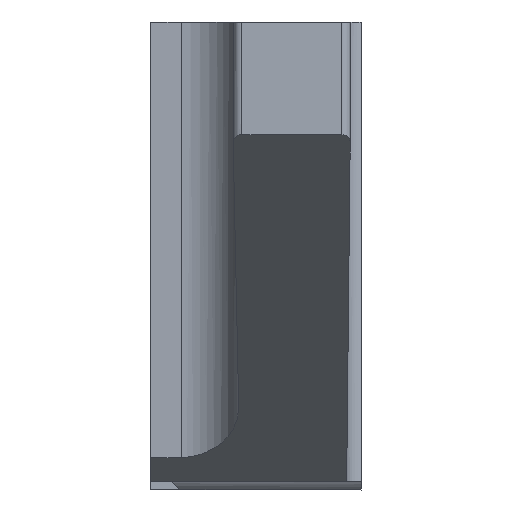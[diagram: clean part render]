
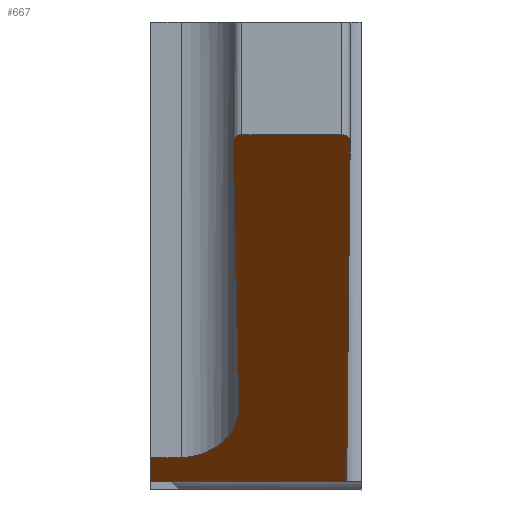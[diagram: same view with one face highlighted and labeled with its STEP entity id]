
A CAD part, front view. The second image highlights one B-rep face of the part: STEP entity #667.
In plain terms, the highlighted planar face has unit normal (0, -0.643, -0.766).
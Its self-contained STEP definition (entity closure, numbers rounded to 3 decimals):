
#94=CARTESIAN_POINT('',(0.,-5.363,-6.85));
#95=VERTEX_POINT('',#94);
#288=CARTESIAN_POINT('',(0.,-5.84,-6.449));
#289=VERTEX_POINT('',#288);
#300=CARTESIAN_POINT('',(0.,-5.84,-6.449));
#301=DIRECTION('',(0.,0.766,-0.643));
#302=VECTOR('',#301,0.623);
#303=LINE('',#300,#302);
#304=EDGE_CURVE('',#289,#95,#303,.T.);
#522=CARTESIAN_POINT('',(2.2,-9.208,-3.624));
#523=DIRECTION('',(0.,0.643,0.766));
#524=DIRECTION('',(0.,-0.492,0.413));
#525=AXIS2_PLACEMENT_3D('',#522,#523,#524);
#526=PLANE('',#525);
#527=ORIENTED_EDGE('Edge 483',*,*,#304,.T.);
#536=CARTESIAN_POINT('',(0.522,-5.85,-6.442));
#537=DIRECTION('',(-1.,0.017,-0.015));
#538=VECTOR('',#537,0.522);
#539=LINE('',#536,#538);
#540=CARTESIAN_POINT('',(0.522,-5.85,-6.442));
#541=VERTEX_POINT('',#540);
#542=EDGE_CURVE('',#541,#289,#539,.T.);
#543=ORIENTED_EDGE('Edge 488',*,*,#542,.T.);
#552=CARTESIAN_POINT('',(1.504,-6.867,-5.588));
#553=CARTESIAN_POINT('',(1.515,-6.281,-6.079));
#554=CARTESIAN_POINT('',(1.108,-5.86,-6.433));
#555=CARTESIAN_POINT('',(0.522,-5.85,-6.442));
#556=(BOUNDED_CURVE()B_SPLINE_CURVE(3,(#552,#553,#554,#555),.UNSPECIFIED.,.F.,.F.)B_SPLINE_CURVE_WITH_KNOTS((4,4),(0.,1.),.UNSPECIFIED.)CURVE()GEOMETRIC_REPRESENTATION_ITEM()RATIONAL_B_SPLINE_CURVE((1.,0.805,0.805,1.))REPRESENTATION_ITEM(''));
#557=CARTESIAN_POINT('',(1.504,-6.867,-5.588));
#558=VERTEX_POINT('',#557);
#559=EDGE_CURVE('',#558,#541,#556,.T.);
#560=ORIENTED_EDGE('Edge 493',*,*,#559,.T.);
#569=CARTESIAN_POINT('',(1.41,-12.272,-1.052));
#570=DIRECTION('',(0.013,0.766,-0.643));
#571=VECTOR('',#570,7.057);
#572=LINE('',#569,#571);
#573=CARTESIAN_POINT('',(1.41,-12.272,-1.052));
#574=VERTEX_POINT('',#573);
#575=EDGE_CURVE('',#574,#558,#572,.T.);
#576=ORIENTED_EDGE('Edge 498',*,*,#575,.T.);
#585=CARTESIAN_POINT('',(1.56,-12.425,-0.924));
#586=CARTESIAN_POINT('',(1.471,-12.425,-0.924));
#587=CARTESIAN_POINT('',(1.408,-12.361,-0.978));
#588=CARTESIAN_POINT('',(1.41,-12.272,-1.052));
#589=(BOUNDED_CURVE()B_SPLINE_CURVE(3,(#585,#586,#587,#588),.UNSPECIFIED.,.F.,.F.)B_SPLINE_CURVE_WITH_KNOTS((4,4),(0.,1.),.UNSPECIFIED.)CURVE()GEOMETRIC_REPRESENTATION_ITEM()RATIONAL_B_SPLINE_CURVE((1.,0.801,0.801,1.))REPRESENTATION_ITEM(''));
#590=CARTESIAN_POINT('',(1.56,-12.425,-0.924));
#591=VERTEX_POINT('',#590);
#592=EDGE_CURVE('',#591,#574,#589,.T.);
#593=ORIENTED_EDGE('Edge 503',*,*,#592,.T.);
#602=CARTESIAN_POINT('',(1.56,-12.425,-0.924));
#603=DIRECTION('',(1.,0.,0.));
#604=VECTOR('',#603,1.7);
#605=LINE('',#602,#604);
#606=CARTESIAN_POINT('',(3.26,-12.425,-0.924));
#607=VERTEX_POINT('',#606);
#608=EDGE_CURVE('',#591,#607,#605,.T.);
#609=ORIENTED_EDGE('Edge 508',*,*,#608,.F.);
#618=CARTESIAN_POINT('',(3.41,-12.274,-1.051));
#619=CARTESIAN_POINT('',(3.411,-12.362,-0.977));
#620=CARTESIAN_POINT('',(3.348,-12.425,-0.924));
#621=CARTESIAN_POINT('',(3.26,-12.425,-0.924));
#622=(BOUNDED_CURVE()B_SPLINE_CURVE(3,(#618,#619,#620,#621),.UNSPECIFIED.,.F.,.F.)B_SPLINE_CURVE_WITH_KNOTS((4,4),(0.,1.),.UNSPECIFIED.)CURVE()GEOMETRIC_REPRESENTATION_ITEM()RATIONAL_B_SPLINE_CURVE((1.,0.803,0.803,1.))REPRESENTATION_ITEM(''));
#623=CARTESIAN_POINT('',(3.41,-12.274,-1.051));
#624=VERTEX_POINT('',#623);
#625=EDGE_CURVE('',#624,#607,#622,.T.);
#626=ORIENTED_EDGE('Edge 513',*,*,#625,.T.);
#635=CARTESIAN_POINT('',(3.35,-5.363,-6.85));
#636=DIRECTION('',(0.007,-0.766,0.643));
#637=VECTOR('',#636,9.022);
#638=LINE('',#635,#637);
#639=CARTESIAN_POINT('',(3.35,-5.363,-6.85));
#640=VERTEX_POINT('',#639);
#641=EDGE_CURVE('',#640,#624,#638,.T.);
#642=ORIENTED_EDGE('Edge 1265',*,*,#641,.T.);
#651=CARTESIAN_POINT('',(3.35,-5.363,-6.85));
#652=DIRECTION('',(-1.,0.,0.));
#653=VECTOR('',#652,3.35);
#654=LINE('',#651,#653);
#655=EDGE_CURVE('',#640,#95,#654,.T.);
#656=ORIENTED_EDGE('Edge 523',*,*,#655,.F.);
#665=EDGE_LOOP('',(#656,#642,#626,#609,#593,#576,#560,#543,#527));
#666=FACE_OUTER_BOUND('Loop 524',#665,.T.);
#667=ADVANCED_FACE('Face 525',(#666),#526,.F.);
